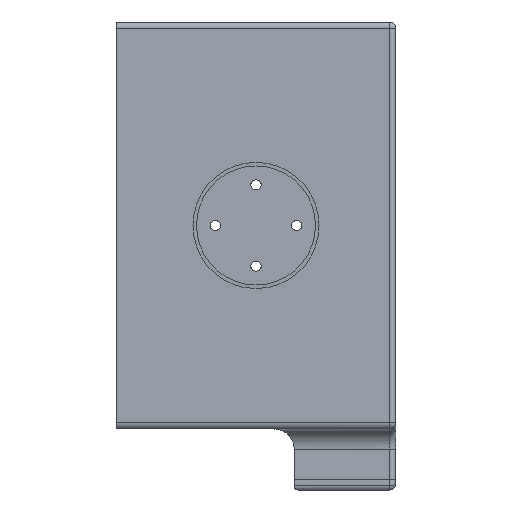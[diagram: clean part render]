
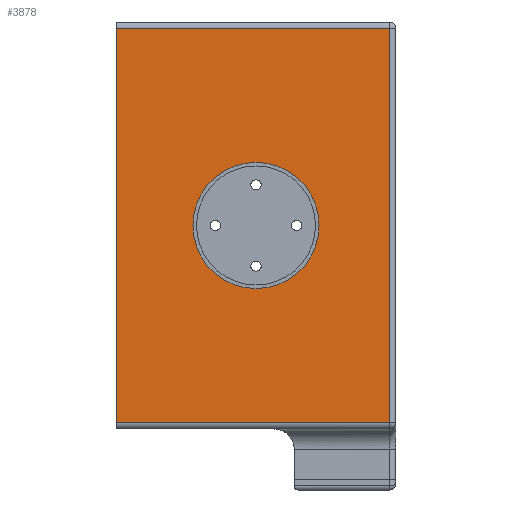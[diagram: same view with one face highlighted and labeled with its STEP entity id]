
A CAD part, left-side view. The second image highlights one B-rep face of the part: STEP entity #3878.
In plain terms, the highlighted planar face has unit normal (-1, 0, 0).
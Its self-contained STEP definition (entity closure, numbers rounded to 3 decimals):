
#1392 = CYLINDRICAL_SURFACE('',#1393,1.524);
#1393 = AXIS2_PLACEMENT_3D('',#1394,#1395,#1396);
#1394 = CARTESIAN_POINT('',(-68.326,-33.401,50.8));
#1395 = DIRECTION('',(0.,0.,-1.));
#1396 = DIRECTION('',(0.,-1.,0.));
#2725 = VERTEX_POINT('',#2726);
#2726 = CARTESIAN_POINT('',(-69.85,-33.401,49.276));
#2753 = EDGE_CURVE('',#2725,#2754,#2756,.T.);
#2754 = VERTEX_POINT('',#2755);
#2755 = CARTESIAN_POINT('',(-69.85,-33.401,-49.276));
#2756 = SURFACE_CURVE('',#2757,(#2761,#2768),.PCURVE_S1.);
#2757 = LINE('',#2758,#2759);
#2758 = CARTESIAN_POINT('',(-69.85,-33.401,50.8));
#2759 = VECTOR('',#2760,1.);
#2760 = DIRECTION('',(0.,0.,-1.));
#2761 = PCURVE('',#1392,#2762);
#2762 = DEFINITIONAL_REPRESENTATION('',(#2763),#2767);
#2763 = LINE('',#2764,#2765);
#2764 = CARTESIAN_POINT('',(1.571,0.));
#2765 = VECTOR('',#2766,1.);
#2766 = DIRECTION('',(0.,1.));
#2767 = ( GEOMETRIC_REPRESENTATION_CONTEXT(2) 
PARAMETRIC_REPRESENTATION_CONTEXT() REPRESENTATION_CONTEXT('2D SPACE',''
  ) );
#2768 = PCURVE('',#2769,#2774);
#2769 = PLANE('',#2770);
#2770 = AXIS2_PLACEMENT_3D('',#2771,#2772,#2773);
#2771 = CARTESIAN_POINT('',(-69.85,34.925,50.8));
#2772 = DIRECTION('',(1.,0.,0.));
#2773 = DIRECTION('',(0.,0.,-1.));
#2774 = DEFINITIONAL_REPRESENTATION('',(#2775),#2779);
#2775 = LINE('',#2776,#2777);
#2776 = CARTESIAN_POINT('',(0.,-68.326));
#2777 = VECTOR('',#2778,1.);
#2778 = DIRECTION('',(1.,0.));
#2779 = ( GEOMETRIC_REPRESENTATION_CONTEXT(2) 
PARAMETRIC_REPRESENTATION_CONTEXT() REPRESENTATION_CONTEXT('2D SPACE',''
  ) );
#3752 = PLANE('',#3753);
#3753 = AXIS2_PLACEMENT_3D('',#3754,#3755,#3756);
#3754 = CARTESIAN_POINT('',(0.,34.925,0.));
#3755 = DIRECTION('',(0.,1.,0.));
#3756 = DIRECTION('',(0.,0.,1.));
#3778 = CYLINDRICAL_SURFACE('',#3779,1.524);
#3779 = AXIS2_PLACEMENT_3D('',#3780,#3781,#3782);
#3780 = CARTESIAN_POINT('',(-68.326,34.925,-49.276));
#3781 = DIRECTION('',(0.,-1.,0.));
#3782 = DIRECTION('',(0.,0.,-1.));
#3867 = CYLINDRICAL_SURFACE('',#3868,1.524);
#3868 = AXIS2_PLACEMENT_3D('',#3869,#3870,#3871);
#3869 = CARTESIAN_POINT('',(-68.326,34.925,49.276));
#3870 = DIRECTION('',(0.,-1.,0.));
#3871 = DIRECTION('',(-1.,0.,0.));
#3878 = ADVANCED_FACE('',(#3879,#3949),#2769,.F.);
#3879 = FACE_BOUND('',#3880,.F.);
#3880 = EDGE_LOOP('',(#3881,#3906,#3927,#3928));
#3881 = ORIENTED_EDGE('',*,*,#3882,.F.);
#3882 = EDGE_CURVE('',#3883,#3885,#3887,.T.);
#3883 = VERTEX_POINT('',#3884);
#3884 = CARTESIAN_POINT('',(-69.85,34.925,49.276));
#3885 = VERTEX_POINT('',#3886);
#3886 = CARTESIAN_POINT('',(-69.85,34.925,-49.276));
#3887 = SURFACE_CURVE('',#3888,(#3892,#3899),.PCURVE_S1.);
#3888 = LINE('',#3889,#3890);
#3889 = CARTESIAN_POINT('',(-69.85,34.925,50.8));
#3890 = VECTOR('',#3891,1.);
#3891 = DIRECTION('',(0.,0.,-1.));
#3892 = PCURVE('',#2769,#3893);
#3893 = DEFINITIONAL_REPRESENTATION('',(#3894),#3898);
#3894 = LINE('',#3895,#3896);
#3895 = CARTESIAN_POINT('',(0.,0.));
#3896 = VECTOR('',#3897,1.);
#3897 = DIRECTION('',(1.,0.));
#3898 = ( GEOMETRIC_REPRESENTATION_CONTEXT(2) 
PARAMETRIC_REPRESENTATION_CONTEXT() REPRESENTATION_CONTEXT('2D SPACE',''
  ) );
#3899 = PCURVE('',#3752,#3900);
#3900 = DEFINITIONAL_REPRESENTATION('',(#3901),#3905);
#3901 = LINE('',#3902,#3903);
#3902 = CARTESIAN_POINT('',(50.8,-69.85));
#3903 = VECTOR('',#3904,1.);
#3904 = DIRECTION('',(-1.,0.));
#3905 = ( GEOMETRIC_REPRESENTATION_CONTEXT(2) 
PARAMETRIC_REPRESENTATION_CONTEXT() REPRESENTATION_CONTEXT('2D SPACE',''
  ) );
#3906 = ORIENTED_EDGE('',*,*,#3907,.T.);
#3907 = EDGE_CURVE('',#3883,#2725,#3908,.T.);
#3908 = SURFACE_CURVE('',#3909,(#3913,#3920),.PCURVE_S1.);
#3909 = LINE('',#3910,#3911);
#3910 = CARTESIAN_POINT('',(-69.85,34.925,49.276));
#3911 = VECTOR('',#3912,1.);
#3912 = DIRECTION('',(0.,-1.,0.));
#3913 = PCURVE('',#2769,#3914);
#3914 = DEFINITIONAL_REPRESENTATION('',(#3915),#3919);
#3915 = LINE('',#3916,#3917);
#3916 = CARTESIAN_POINT('',(1.524,0.));
#3917 = VECTOR('',#3918,1.);
#3918 = DIRECTION('',(0.,-1.));
#3919 = ( GEOMETRIC_REPRESENTATION_CONTEXT(2) 
PARAMETRIC_REPRESENTATION_CONTEXT() REPRESENTATION_CONTEXT('2D SPACE',''
  ) );
#3920 = PCURVE('',#3867,#3921);
#3921 = DEFINITIONAL_REPRESENTATION('',(#3922),#3926);
#3922 = LINE('',#3923,#3924);
#3923 = CARTESIAN_POINT('',(-0.,0.));
#3924 = VECTOR('',#3925,1.);
#3925 = DIRECTION('',(-0.,1.));
#3926 = ( GEOMETRIC_REPRESENTATION_CONTEXT(2) 
PARAMETRIC_REPRESENTATION_CONTEXT() REPRESENTATION_CONTEXT('2D SPACE',''
  ) );
#3927 = ORIENTED_EDGE('',*,*,#2753,.T.);
#3928 = ORIENTED_EDGE('',*,*,#3929,.F.);
#3929 = EDGE_CURVE('',#3885,#2754,#3930,.T.);
#3930 = SURFACE_CURVE('',#3931,(#3935,#3942),.PCURVE_S1.);
#3931 = LINE('',#3932,#3933);
#3932 = CARTESIAN_POINT('',(-69.85,34.925,-49.276));
#3933 = VECTOR('',#3934,1.);
#3934 = DIRECTION('',(0.,-1.,0.));
#3935 = PCURVE('',#2769,#3936);
#3936 = DEFINITIONAL_REPRESENTATION('',(#3937),#3941);
#3937 = LINE('',#3938,#3939);
#3938 = CARTESIAN_POINT('',(100.076,0.));
#3939 = VECTOR('',#3940,1.);
#3940 = DIRECTION('',(0.,-1.));
#3941 = ( GEOMETRIC_REPRESENTATION_CONTEXT(2) 
PARAMETRIC_REPRESENTATION_CONTEXT() REPRESENTATION_CONTEXT('2D SPACE',''
  ) );
#3942 = PCURVE('',#3778,#3943);
#3943 = DEFINITIONAL_REPRESENTATION('',(#3944),#3948);
#3944 = LINE('',#3945,#3946);
#3945 = CARTESIAN_POINT('',(-1.571,0.));
#3946 = VECTOR('',#3947,1.);
#3947 = DIRECTION('',(-0.,1.));
#3948 = ( GEOMETRIC_REPRESENTATION_CONTEXT(2) 
PARAMETRIC_REPRESENTATION_CONTEXT() REPRESENTATION_CONTEXT('2D SPACE',''
  ) );
#3949 = FACE_BOUND('',#3950,.F.);
#3950 = EDGE_LOOP('',(#3951));
#3951 = ORIENTED_EDGE('',*,*,#3952,.T.);
#3952 = EDGE_CURVE('',#3953,#3953,#3955,.T.);
#3953 = VERTEX_POINT('',#3954);
#3954 = CARTESIAN_POINT('',(-69.85,0.,-15.748));
#3955 = SURFACE_CURVE('',#3956,(#3961,#3972),.PCURVE_S1.);
#3956 = CIRCLE('',#3957,15.748);
#3957 = AXIS2_PLACEMENT_3D('',#3958,#3959,#3960);
#3958 = CARTESIAN_POINT('',(-69.85,0.,0.));
#3959 = DIRECTION('',(-1.,0.,0.));
#3960 = DIRECTION('',(0.,0.,-1.));
#3961 = PCURVE('',#2769,#3962);
#3962 = DEFINITIONAL_REPRESENTATION('',(#3963),#3971);
#3963 = ( BOUNDED_CURVE() B_SPLINE_CURVE(2,(#3964,#3965,#3966,#3967,
#3968,#3969,#3970),.UNSPECIFIED.,.T.,.F.) B_SPLINE_CURVE_WITH_KNOTS((1,2
    ,2,2,2,1),(-2.094,0.,2.094,4.189,
6.283,8.378),.UNSPECIFIED.) CURVE() 
GEOMETRIC_REPRESENTATION_ITEM() RATIONAL_B_SPLINE_CURVE((1.,0.5,1.,0.5,
1.,0.5,1.)) REPRESENTATION_ITEM('') );
#3964 = CARTESIAN_POINT('',(66.548,-34.925));
#3965 = CARTESIAN_POINT('',(66.548,-62.201));
#3966 = CARTESIAN_POINT('',(42.926,-48.563));
#3967 = CARTESIAN_POINT('',(19.304,-34.925));
#3968 = CARTESIAN_POINT('',(42.926,-21.287));
#3969 = CARTESIAN_POINT('',(66.548,-7.649));
#3970 = CARTESIAN_POINT('',(66.548,-34.925));
#3971 = ( GEOMETRIC_REPRESENTATION_CONTEXT(2) 
PARAMETRIC_REPRESENTATION_CONTEXT() REPRESENTATION_CONTEXT('2D SPACE',''
  ) );
#3972 = PCURVE('',#3973,#3978);
#3973 = CYLINDRICAL_SURFACE('',#3974,15.748);
#3974 = AXIS2_PLACEMENT_3D('',#3975,#3976,#3977);
#3975 = CARTESIAN_POINT('',(-69.85,0.,0.));
#3976 = DIRECTION('',(1.,0.,0.));
#3977 = DIRECTION('',(0.,0.,-1.));
#3978 = DEFINITIONAL_REPRESENTATION('',(#3979),#3983);
#3979 = LINE('',#3980,#3981);
#3980 = CARTESIAN_POINT('',(-0.,0.));
#3981 = VECTOR('',#3982,1.);
#3982 = DIRECTION('',(-1.,0.));
#3983 = ( GEOMETRIC_REPRESENTATION_CONTEXT(2) 
PARAMETRIC_REPRESENTATION_CONTEXT() REPRESENTATION_CONTEXT('2D SPACE',''
  ) );
